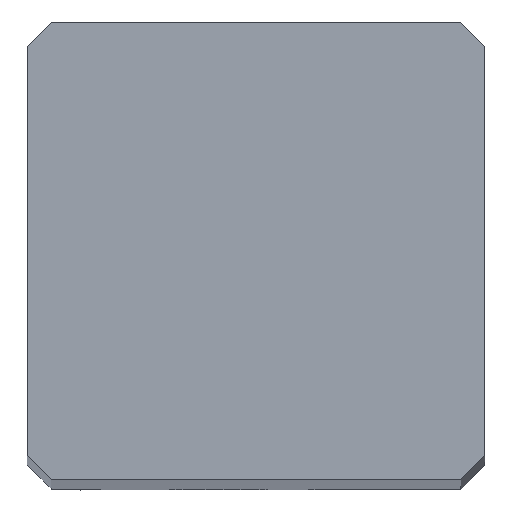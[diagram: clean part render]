
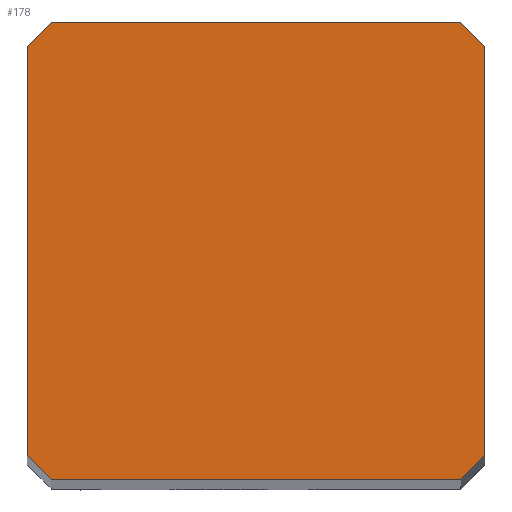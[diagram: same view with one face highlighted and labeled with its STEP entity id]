
A CAD part, top view. The second image highlights one B-rep face of the part: STEP entity #178.
In plain terms, the highlighted planar face has unit normal (0, 0, 1).
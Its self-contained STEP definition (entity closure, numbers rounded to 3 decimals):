
#114=FACE_OUTER_BOUND('',#279,.T.);
#178=ADVANCED_FACE('',(#114),#242,.T.);
#242=PLANE('',#1361);
#279=EDGE_LOOP('',(#574,#575,#576,#577,#578,#579,#580,#581));
#342=LINE('',#1869,#432);
#362=LINE('',#1963,#452);
#363=LINE('',#1965,#453);
#364=LINE('',#1966,#454);
#365=LINE('',#1968,#455);
#366=LINE('',#1970,#456);
#367=LINE('',#1972,#457);
#368=LINE('',#1974,#458);
#432=VECTOR('',#1496,1.);
#452=VECTOR('',#1560,1.);
#453=VECTOR('',#1563,1.);
#454=VECTOR('',#1564,1.);
#455=VECTOR('',#1565,1.);
#456=VECTOR('',#1566,1.);
#457=VECTOR('',#1567,1.);
#458=VECTOR('',#1568,1.);
#574=ORIENTED_EDGE('',*,*,#1053,.T.);
#575=ORIENTED_EDGE('',*,*,#1054,.T.);
#576=ORIENTED_EDGE('',*,*,#1015,.T.);
#577=ORIENTED_EDGE('',*,*,#1055,.T.);
#578=ORIENTED_EDGE('',*,*,#1056,.F.);
#579=ORIENTED_EDGE('',*,*,#1057,.T.);
#580=ORIENTED_EDGE('',*,*,#1058,.T.);
#581=ORIENTED_EDGE('',*,*,#1059,.T.);
#891=VERTEX_POINT('',#1868);
#892=VERTEX_POINT('',#1870);
#922=VERTEX_POINT('',#1959);
#923=VERTEX_POINT('',#1962);
#924=VERTEX_POINT('',#1967);
#925=VERTEX_POINT('',#1969);
#926=VERTEX_POINT('',#1971);
#927=VERTEX_POINT('',#1973);
#1015=EDGE_CURVE('',#892,#891,#342,.T.);
#1053=EDGE_CURVE('',#922,#923,#362,.T.);
#1054=EDGE_CURVE('',#923,#892,#363,.T.);
#1055=EDGE_CURVE('',#891,#924,#364,.T.);
#1056=EDGE_CURVE('',#925,#924,#365,.T.);
#1057=EDGE_CURVE('',#925,#926,#366,.T.);
#1058=EDGE_CURVE('',#926,#927,#367,.T.);
#1059=EDGE_CURVE('',#927,#922,#368,.T.);
#1361=AXIS2_PLACEMENT_3D('',#1975,#1569,#1570);
#1496=DIRECTION('',(1.,0.,0.));
#1560=DIRECTION('',(0.,-1.,0.));
#1563=DIRECTION('',(0.707,-0.707,0.));
#1564=DIRECTION('',(0.707,0.707,0.));
#1565=DIRECTION('',(0.,-1.,0.));
#1566=DIRECTION('',(-0.707,0.707,0.));
#1567=DIRECTION('',(-1.,0.,0.));
#1568=DIRECTION('',(-0.707,-0.707,0.));
#1569=DIRECTION('',(0.,0.,1.));
#1570=DIRECTION('',(1.,0.,0.));
#1868=CARTESIAN_POINT('',(-0.5,0.,0.));
#1869=CARTESIAN_POINT('',(-9.025,0.,0.));
#1870=CARTESIAN_POINT('',(-9.025,0.,0.));
#1959=CARTESIAN_POINT('',(-9.525,9.025,0.));
#1962=CARTESIAN_POINT('',(-9.525,0.5,0.));
#1963=CARTESIAN_POINT('',(-9.525,9.025,0.));
#1965=CARTESIAN_POINT('',(-9.525,0.5,0.));
#1966=CARTESIAN_POINT('',(-0.5,0.,0.));
#1967=CARTESIAN_POINT('',(0.,0.5,0.));
#1968=CARTESIAN_POINT('',(0.,9.025,0.));
#1969=CARTESIAN_POINT('',(0.,9.025,0.));
#1970=CARTESIAN_POINT('',(0.,9.025,0.));
#1971=CARTESIAN_POINT('',(-0.5,9.525,0.));
#1972=CARTESIAN_POINT('',(-0.5,9.525,0.));
#1973=CARTESIAN_POINT('',(-9.025,9.525,0.));
#1974=CARTESIAN_POINT('',(-9.025,9.525,0.));
#1975=CARTESIAN_POINT('',(-4.763,4.763,0.));
